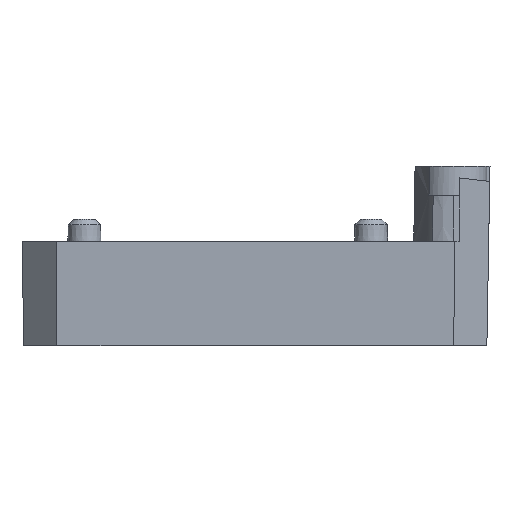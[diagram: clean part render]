
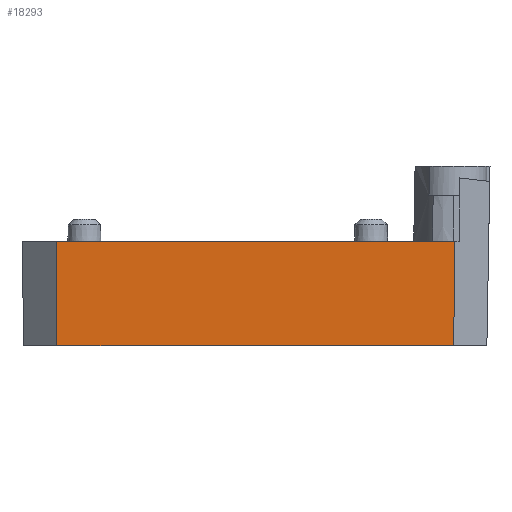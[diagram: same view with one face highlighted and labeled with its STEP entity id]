
A CAD part, front view. The second image highlights one B-rep face of the part: STEP entity #18293.
In plain terms, the highlighted planar face has unit normal (0, -1, -0.018).
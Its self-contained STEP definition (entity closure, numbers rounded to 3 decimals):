
#1155 = FACE_OUTER_BOUND ( 'NONE', #13954, .T. ) ;
#1402 = VERTEX_POINT ( 'NONE', #18444 ) ;
#2391 = AXIS2_PLACEMENT_3D ( 'NONE', #3863, #25367, #25514 ) ;
#2936 = EDGE_CURVE ( 'NONE', #1402, #6714, #6855, .T. ) ;
#3325 = CARTESIAN_POINT ( 'NONE',  ( 18., -21., -9.5 ) ) ;
#3863 = CARTESIAN_POINT ( 'NONE',  ( -18., -21., -9.5 ) ) ;
#4068 = ORIENTED_EDGE ( 'NONE', *, *, #25708, .F. ) ;
#4406 = VECTOR ( 'NONE', #19042, 1000. ) ;
#4820 = CARTESIAN_POINT ( 'NONE',  ( 17.998, -20.995, -9.76 ) ) ;
#5957 = VERTEX_POINT ( 'NONE', #3325 ) ;
#6714 = VERTEX_POINT ( 'NONE', #11792 ) ;
#6855 = LINE ( 'NONE', #24043, #15703 ) ;
#7157 = LINE ( 'NONE', #9528, #28611 ) ;
#9528 = CARTESIAN_POINT ( 'NONE',  ( -18., -21., -9.5 ) ) ;
#9790 = ORIENTED_EDGE ( 'NONE', *, *, #27190, .F. ) ;
#10849 = ORIENTED_EDGE ( 'NONE', *, *, #2936, .T. ) ;
#11792 = CARTESIAN_POINT ( 'NONE',  ( -18.069, -21.166, 0. ) ) ;
#13954 = EDGE_LOOP ( 'NONE', ( #10849, #4068, #20788, #9790 ) ) ;
#15210 = CARTESIAN_POINT ( 'NONE',  ( -18., -21., -9.5 ) ) ;
#15703 = VECTOR ( 'NONE', #19873, 1000. ) ;
#15765 = LINE ( 'NONE', #17480, #28062 ) ;
#17480 = CARTESIAN_POINT ( 'NONE',  ( -18., -21., -9.5 ) ) ;
#18293 = ADVANCED_FACE ( 'NONE', ( #1155 ), #27248, .T. ) ;
#18444 = CARTESIAN_POINT ( 'NONE',  ( 18.069, -21.166, 0. ) ) ;
#18670 = VERTEX_POINT ( 'NONE', #15210 ) ;
#19042 = DIRECTION ( 'NONE',  ( -0.007, 0.017, -1. ) ) ;
#19873 = DIRECTION ( 'NONE',  ( -1., 0., 0. ) ) ;
#20788 = ORIENTED_EDGE ( 'NONE', *, *, #24177, .T. ) ;
#21821 = DIRECTION ( 'NONE',  ( -0.007, -0.017, 1. ) ) ;
#24043 = CARTESIAN_POINT ( 'NONE',  ( -18., -21.166, 0. ) ) ;
#24177 = EDGE_CURVE ( 'NONE', #18670, #5957, #15765, .T. ) ;
#25367 = DIRECTION ( 'NONE',  ( 0., -1., -0.017 ) ) ;
#25514 = DIRECTION ( 'NONE',  ( 0., -0.017, 1. ) ) ;
#25708 = EDGE_CURVE ( 'NONE', #18670, #6714, #7157, .T. ) ;
#26778 = LINE ( 'NONE', #4820, #4406 ) ;
#27141 = DIRECTION ( 'NONE',  ( 1., 0., 0. ) ) ;
#27190 = EDGE_CURVE ( 'NONE', #1402, #5957, #26778, .T. ) ;
#27248 = PLANE ( 'NONE',  #2391 ) ;
#28062 = VECTOR ( 'NONE', #27141, 1000. ) ;
#28611 = VECTOR ( 'NONE', #21821, 1000. ) ;
